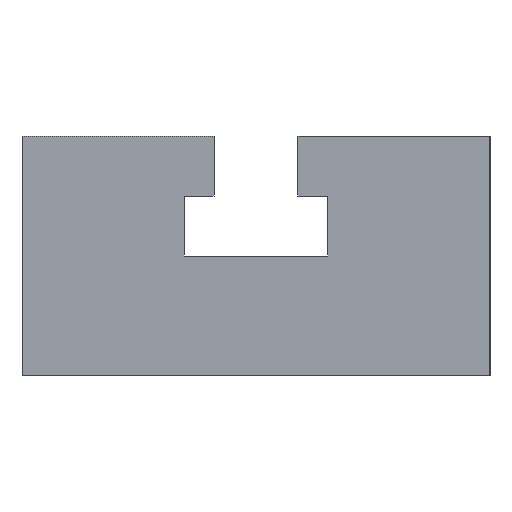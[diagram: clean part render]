
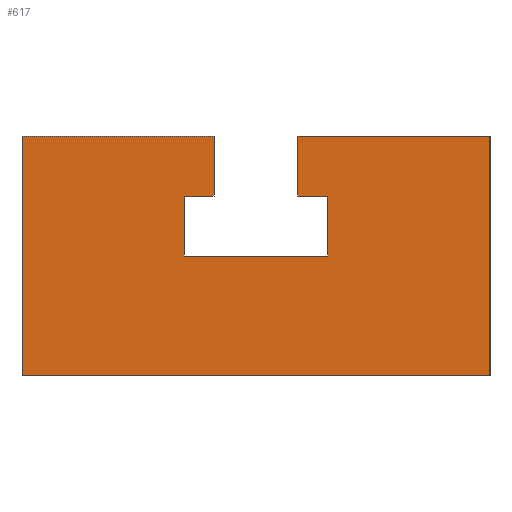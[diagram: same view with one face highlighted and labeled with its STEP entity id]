
A CAD part, left-side view. The second image highlights one B-rep face of the part: STEP entity #617.
In plain terms, the highlighted planar face has unit normal (-1, 0, 0).
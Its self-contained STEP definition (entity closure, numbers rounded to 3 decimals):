
#227=EDGE_CURVE('',#491,#579,#647,.T.);
#253=EDGE_CURVE('',#269,#491,#674,.T.);
#255=EDGE_CURVE('',#589,#381,#676,.T.);
#269=VERTEX_POINT('',#694);
#303=VERTEX_POINT('',#730);
#305=VERTEX_POINT('',#732);
#335=EDGE_CURVE('',#375,#269,#763,.T.);
#337=VERTEX_POINT('',#765);
#359=EDGE_CURVE('',#595,#337,#791,.T.);
#375=VERTEX_POINT('',#810);
#381=VERTEX_POINT('',#816);
#385=EDGE_CURVE('',#305,#605,#820,.T.);
#407=EDGE_CURVE('',#303,#533,#843,.T.);
#459=EDGE_CURVE('',#337,#305,#914,.T.);
#491=VERTEX_POINT('',#949);
#529=EDGE_CURVE('',#533,#375,#990,.T.);
#533=VERTEX_POINT('',#994);
#579=VERTEX_POINT('',#1047);
#589=VERTEX_POINT('',#1058);
#591=EDGE_CURVE('',#579,#589,#1060,.T.);
#593=EDGE_CURVE('',#605,#303,#1062,.T.);
#595=VERTEX_POINT('',#1064);
#605=VERTEX_POINT('',#1076);
#615=EDGE_CURVE('',#381,#595,#1086,.T.);
#617=ADVANCED_FACE('',(#1088),#1089,.F.);
#647=LINE('',#1110,#1111);
#674=LINE('',#1154,#1155);
#676=LINE('',#1158,#1159);
#694=CARTESIAN_POINT('',(-20.0,-14.0,0.0));
#730=CARTESIAN_POINT('',(-20.0,18.0,30.0));
#732=CARTESIAN_POINT('',(-20.0,13.0,20.0));
#763=LINE('',#1269,#1270);
#765=CARTESIAN_POINT('',(-20.0,37.0,20.0));
#791=LINE('',#1305,#1306);
#810=CARTESIAN_POINT('',(-20.0,-14.0,40.0));
#816=CARTESIAN_POINT('',(-20.0,32.0,30.0));
#820=LINE('',#1343,#1344);
#843=LINE('',#1377,#1378);
#914=LINE('',#1462,#1463);
#949=CARTESIAN_POINT('',(-20.0,64.0,0.0));
#990=LINE('',#1570,#1571);
#994=CARTESIAN_POINT('',(-20.0,18.0,40.0));
#1047=CARTESIAN_POINT('',(-20.0,64.0,40.0));
#1058=CARTESIAN_POINT('',(-20.0,32.0,40.0));
#1060=LINE('',#1662,#1663);
#1062=LINE('',#1666,#1667);
#1064=CARTESIAN_POINT('',(-20.0,37.0,30.0));
#1076=CARTESIAN_POINT('',(-20.0,13.0,30.0));
#1086=LINE('',#1697,#1698);
#1088=FACE_OUTER_BOUND('',#1700,.T.);
#1089=PLANE('',#1701);
#1110=CARTESIAN_POINT('',(-20.0,64.0,0.0));
#1111=VECTOR('',#1720,1.0);
#1154=CARTESIAN_POINT('',(-20.0,25.0,0.0));
#1155=VECTOR('',#1739,1.0);
#1158=CARTESIAN_POINT('',(-20.0,32.0,40.0));
#1159=VECTOR('',#1740,1.0);
#1269=CARTESIAN_POINT('',(-20.0,-14.0,40.0));
#1270=VECTOR('',#1814,1.0);
#1305=CARTESIAN_POINT('',(-20.0,37.0,30.0));
#1306=VECTOR('',#1855,1.0);
#1343=CARTESIAN_POINT('',(-20.0,13.0,20.0));
#1344=VECTOR('',#1891,1.0);
#1377=CARTESIAN_POINT('',(-20.0,18.0,30.0));
#1378=VECTOR('',#1917,1.0);
#1462=CARTESIAN_POINT('',(-20.0,25.0,20.0));
#1463=VECTOR('',#2052,1.0);
#1570=CARTESIAN_POINT('',(-20.0,18.0,40.0));
#1571=VECTOR('',#2116,1.0);
#1662=CARTESIAN_POINT('',(-20.0,64.0,40.0));
#1663=VECTOR('',#2198,1.0);
#1666=CARTESIAN_POINT('',(-20.0,13.0,30.0));
#1667=VECTOR('',#2199,1.0);
#1697=CARTESIAN_POINT('',(-20.0,32.0,30.0));
#1698=VECTOR('',#2221,1.0);
#1700=EDGE_LOOP('',(#2223,#2224,#2225,#2226,#2227,#2228,#2229,#2230,#2231,#2232,#2233,#2234));
#1701=AXIS2_PLACEMENT_3D('',#2235,#2236,#2237);
#1720=DIRECTION('',(0.0,0.0,1.0));
#1739=DIRECTION('',(0.0,1.0,0.0));
#1740=DIRECTION('',(0.0,0.0,-1.0));
#1814=DIRECTION('',(0.0,0.0,-1.0));
#1855=DIRECTION('',(0.0,0.0,-1.0));
#1891=DIRECTION('',(0.0,0.0,1.0));
#1917=DIRECTION('',(0.0,0.0,1.0));
#2052=DIRECTION('',(0.0,-1.0,0.0));
#2116=DIRECTION('',(0.0,-1.0,0.0));
#2198=DIRECTION('',(0.0,-1.0,0.0));
#2199=DIRECTION('',(0.0,1.0,0.0));
#2221=DIRECTION('',(0.0,1.0,0.0));
#2223=ORIENTED_EDGE('',*,*,#591,.F.);
#2224=ORIENTED_EDGE('',*,*,#227,.F.);
#2225=ORIENTED_EDGE('',*,*,#253,.F.);
#2226=ORIENTED_EDGE('',*,*,#335,.F.);
#2227=ORIENTED_EDGE('',*,*,#529,.F.);
#2228=ORIENTED_EDGE('',*,*,#407,.F.);
#2229=ORIENTED_EDGE('',*,*,#593,.F.);
#2230=ORIENTED_EDGE('',*,*,#385,.F.);
#2231=ORIENTED_EDGE('',*,*,#459,.F.);
#2232=ORIENTED_EDGE('',*,*,#359,.F.);
#2233=ORIENTED_EDGE('',*,*,#615,.F.);
#2234=ORIENTED_EDGE('',*,*,#255,.F.);
#2235=CARTESIAN_POINT('',(-20.0,25.0,20.743));
#2236=DIRECTION('',(1.0,0.0,0.0));
#2237=DIRECTION('',(0.0,1.0,0.0));
